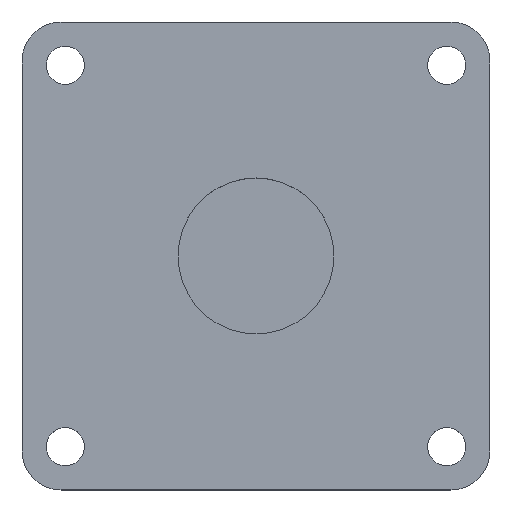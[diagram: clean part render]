
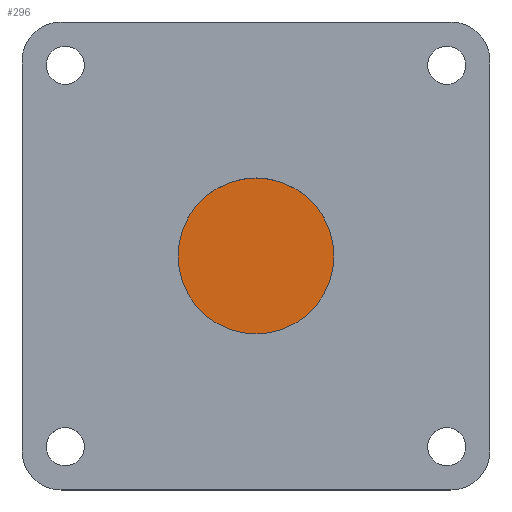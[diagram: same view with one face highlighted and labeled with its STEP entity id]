
A CAD part, top view. The second image highlights one B-rep face of the part: STEP entity #296.
In plain terms, the highlighted planar face has unit normal (0, 0, 1).
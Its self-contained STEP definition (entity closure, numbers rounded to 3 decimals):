
#47 = EDGE_CURVE ( 'NONE', #48, #50, #702, .T. ) ;
#48 = VERTEX_POINT ( 'NONE', #688 ) ;
#50 = VERTEX_POINT ( 'NONE', #687 ) ;
#293 = EDGE_CURVE ( 'NONE', #50, #48, #1162, .T. ) ;
#296 = ADVANCED_FACE ( 'NONE', ( #1178 ), #1177, .T. ) ;
#303 = EDGE_LOOP ( 'NONE', ( #428, #439 ) ) ;
#428 = ORIENTED_EDGE ( 'NONE', *, *, #293, .T. ) ;
#439 = ORIENTED_EDGE ( 'NONE', *, *, #47, .T. ) ;
#687 = CARTESIAN_POINT ( 'NONE',  ( 180., 135., 14. ) ) ;
#688 = CARTESIAN_POINT ( 'NONE',  ( 90., 135., 14. ) ) ;
#689 = DIRECTION ( 'NONE',  ( 1., 0., 0. ) ) ;
#699 = DIRECTION ( 'NONE',  ( 0., 0., 1. ) ) ;
#700 = CARTESIAN_POINT ( 'NONE',  ( 135., 135., 14. ) ) ;
#701 = AXIS2_PLACEMENT_3D ( 'NONE', #700, #699, #689 ) ;
#702 = CIRCLE ( 'NONE', #701, 45. ) ;
#1162 = CIRCLE ( 'NONE', #1182, 45. ) ;
#1173 = DIRECTION ( 'NONE',  ( 1., 0., 0. ) ) ;
#1174 = DIRECTION ( 'NONE',  ( 0., 0., 1. ) ) ;
#1175 = CARTESIAN_POINT ( 'NONE',  ( 135., 135., 14. ) ) ;
#1176 = AXIS2_PLACEMENT_3D ( 'NONE', #1175, #1174, #1173 ) ;
#1177 = PLANE ( 'NONE',  #1176 ) ;
#1178 = FACE_OUTER_BOUND ( 'NONE', #303, .T. ) ;
#1179 = DIRECTION ( 'NONE',  ( 1., 0., 0. ) ) ;
#1180 = DIRECTION ( 'NONE',  ( 0., 0., 1. ) ) ;
#1181 = CARTESIAN_POINT ( 'NONE',  ( 135., 135., 14. ) ) ;
#1182 = AXIS2_PLACEMENT_3D ( 'NONE', #1181, #1180, #1179 ) ;
